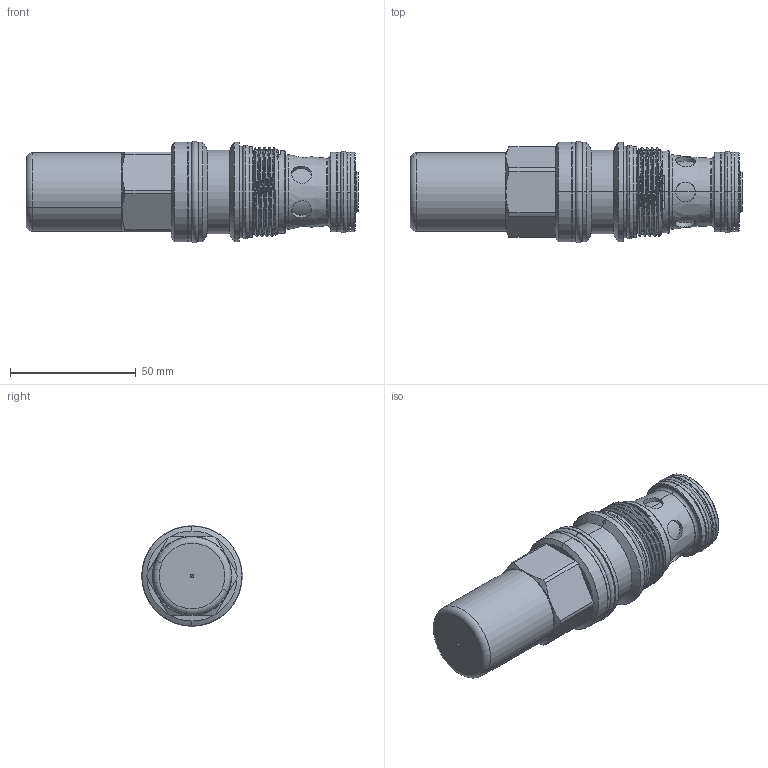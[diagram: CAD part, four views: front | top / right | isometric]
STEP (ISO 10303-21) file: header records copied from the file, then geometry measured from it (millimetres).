
FILE_DESCRIPTION (( 'STEP AP203' ), '1' );
FILE_NAME ('CB17A3A(3C)(3Q)-C.STEP', '2020-04-08T05:46:37', ( '' ), ( '' ), 'SwSTEP 2.0', 'SolidWorks 2018', '' );
FILE_SCHEMA (( 'CONFIG_CONTROL_DESIGN' ));
Length unit declared in the file: millimetre
Products named in the file (1): CB17A3A(3C)(3Q)-C
Bounding box: 131.96 x 40.39 x 40.39 mm (x, y, z)
Volume: 96186.9 mm3; surface area: 31364.8 mm2
Topology: 7 solids, 7 shells, 275 faces, 620 edges, 375 vertices
Faces by surface type: cylinder 123, plane 59, cone 57, torus 28, bspline 6, sphere 2
Entity records: 10668 total; most frequent: CARTESIAN_POINT 4526, DIRECTION 1320, ORIENTED_EDGE 1236, EDGE_CURVE 618, AXIS2_PLACEMENT_3D 564, VERTEX_POINT 375, EDGE_LOOP 305, CIRCLE 294
